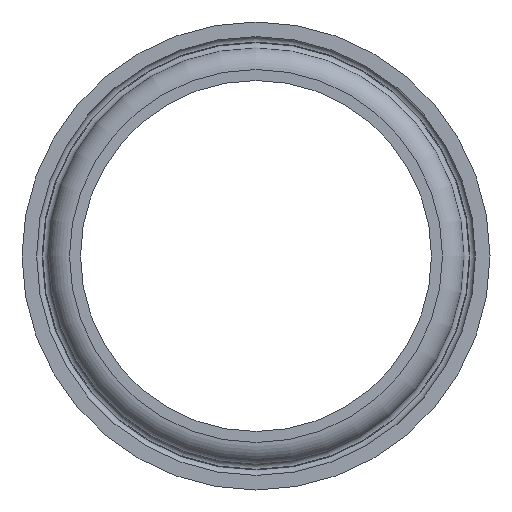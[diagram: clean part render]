
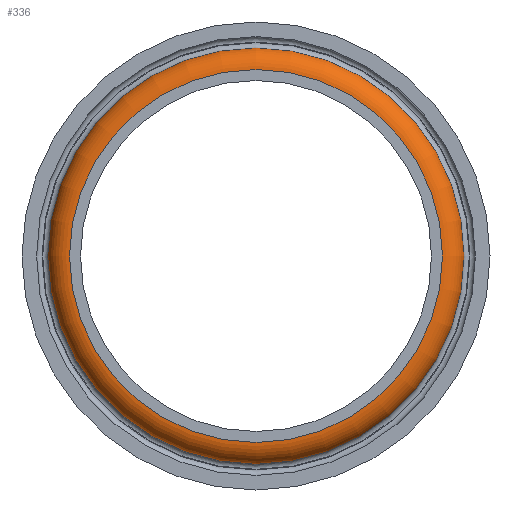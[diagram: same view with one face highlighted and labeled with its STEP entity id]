
A CAD part, front view. The second image highlights one B-rep face of the part: STEP entity #336.
In plain terms, the highlighted toroidal (fillet/blend) face has major radius 255 mm and minor radius 30 mm.
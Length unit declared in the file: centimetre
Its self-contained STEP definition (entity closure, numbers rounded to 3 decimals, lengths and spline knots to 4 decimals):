
#79=FACE_OUTER_BOUND('',#104,.T.);
#104=EDGE_LOOP('',(#277,#278,#279,#280));
#135=CIRCLE('',#379,28.4394);
#136=CIRCLE('',#381,25.5);
#137=CIRCLE('',#382,3.);
#166=VERTEX_POINT('',#593);
#167=VERTEX_POINT('',#597);
#205=EDGE_CURVE('',#166,#166,#135,.T.);
#206=EDGE_CURVE('',#167,#167,#136,.T.);
#207=EDGE_CURVE('',#167,#166,#137,.T.);
#277=ORIENTED_EDGE('',*,*,#206,.F.);
#278=ORIENTED_EDGE('',*,*,#207,.T.);
#279=ORIENTED_EDGE('',*,*,#205,.T.);
#280=ORIENTED_EDGE('',*,*,#207,.F.);
#320=TOROIDAL_SURFACE('',#380,25.5,3.);
#336=ADVANCED_FACE('',(#79),#320,.T.);
#379=AXIS2_PLACEMENT_3D('',#595,#479,#480);
#380=AXIS2_PLACEMENT_3D('',#596,#481,#482);
#381=AXIS2_PLACEMENT_3D('',#598,#483,#484);
#382=AXIS2_PLACEMENT_3D('',#599,#485,#486);
#479=DIRECTION('center_axis',(0.,-1.,0.));
#480=DIRECTION('ref_axis',(1.,0.,0.));
#481=DIRECTION('center_axis',(0.,-1.,0.));
#482=DIRECTION('ref_axis',(0.,0.,-1.));
#483=DIRECTION('center_axis',(0.,-1.,0.));
#484=DIRECTION('ref_axis',(1.,0.,0.));
#485=DIRECTION('center_axis',(-1.,0.,0.));
#486=DIRECTION('ref_axis',(0.,0.,1.));
#593=CARTESIAN_POINT('',(120.6443,36.3712,28.4394));
#595=CARTESIAN_POINT('Origin',(120.6443,36.3712,0.));
#596=CARTESIAN_POINT('Origin',(120.6443,36.9712,0.));
#597=CARTESIAN_POINT('',(120.6443,33.9712,25.5));
#598=CARTESIAN_POINT('Origin',(120.6443,33.9712,0.));
#599=CARTESIAN_POINT('Origin',(120.6443,36.9712,25.5));
